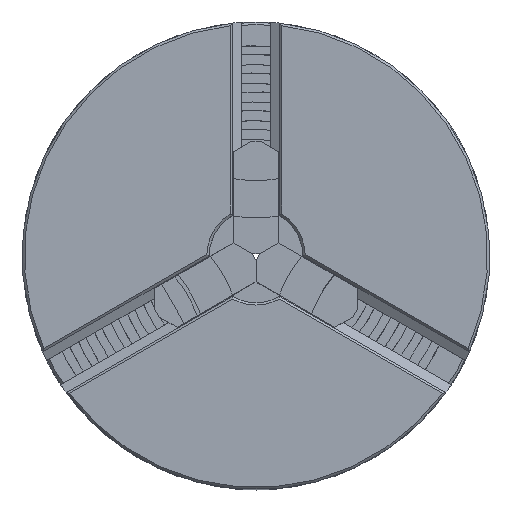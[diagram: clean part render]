
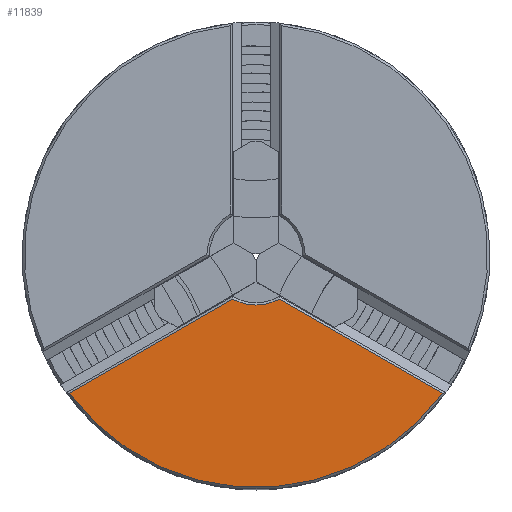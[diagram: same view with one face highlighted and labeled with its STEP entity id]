
A CAD part, top view. The second image highlights one B-rep face of the part: STEP entity #11839.
In plain terms, the highlighted planar face has unit normal (0, 0, 1).
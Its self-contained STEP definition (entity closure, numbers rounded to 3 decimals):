
#607=PLANE('',#12639);
#1013=FACE_OUTER_BOUND('',#1654,.T.);
#1654=EDGE_LOOP('',(#8302,#8303,#8304,#8305));
#2334=CIRCLE('',#12621,10.5);
#2341=CIRCLE('',#12640,49.5);
#2667=LINE('',#16641,#3882);
#2683=LINE('',#16706,#3898);
#3882=VECTOR('',#13659,10.);
#3898=VECTOR('',#13707,10.);
#5108=VERTEX_POINT('',#16625);
#5109=VERTEX_POINT('',#16629);
#5111=VERTEX_POINT('',#16637);
#5129=VERTEX_POINT('',#16705);
#6365=EDGE_CURVE('',#5108,#5109,#2334,.T.);
#6369=EDGE_CURVE('',#5111,#5108,#2667,.T.);
#6396=EDGE_CURVE('',#5109,#5129,#2683,.T.);
#6399=EDGE_CURVE('',#5129,#5111,#2341,.T.);
#8302=ORIENTED_EDGE('',*,*,#6365,.F.);
#8303=ORIENTED_EDGE('',*,*,#6369,.F.);
#8304=ORIENTED_EDGE('',*,*,#6399,.F.);
#8305=ORIENTED_EDGE('',*,*,#6396,.F.);
#11839=ADVANCED_FACE('',(#1013),#607,.T.);
#12621=AXIS2_PLACEMENT_3D('',#16630,#13654,#13655);
#12639=AXIS2_PLACEMENT_3D('',#16712,#13709,#13710);
#12640=AXIS2_PLACEMENT_3D('',#16713,#13711,#13712);
#13654=DIRECTION('center_axis',(0.,0.,1.));
#13655=DIRECTION('ref_axis',(1.,0.,0.));
#13659=DIRECTION('',(0.866,0.5,0.));
#13707=DIRECTION('',(0.866,-0.5,0.));
#13709=DIRECTION('center_axis',(0.,0.,1.));
#13710=DIRECTION('ref_axis',(1.,0.,0.));
#13711=DIRECTION('center_axis',(0.,0.,-1.));
#13712=DIRECTION('ref_axis',(1.,0.,0.));
#16625=CARTESIAN_POINT('',(-4.996,-9.235,20.));
#16629=CARTESIAN_POINT('',(4.996,-9.235,20.));
#16630=CARTESIAN_POINT('Origin',(0.,0.,20.));
#16637=CARTESIAN_POINT('',(-39.853,-29.36,20.));
#16641=CARTESIAN_POINT('',(2.75,-4.763,20.));
#16705=CARTESIAN_POINT('',(39.853,-29.36,20.));
#16706=CARTESIAN_POINT('',(-2.75,-4.763,20.));
#16712=CARTESIAN_POINT('Origin',(0.,0.,20.));
#16713=CARTESIAN_POINT('Origin',(0.,0.,20.));
